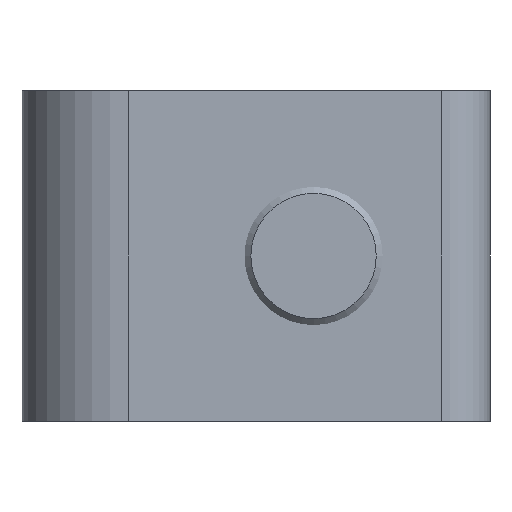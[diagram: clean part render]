
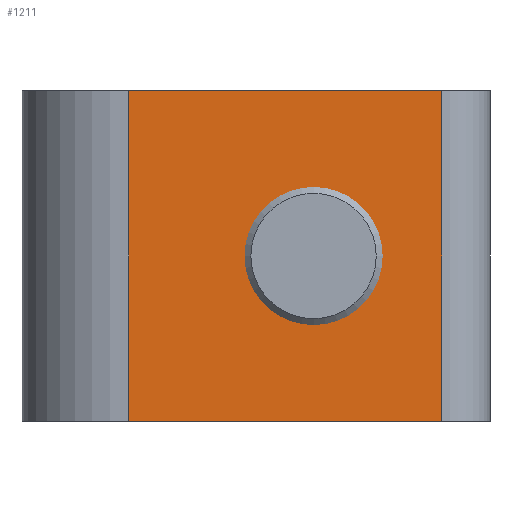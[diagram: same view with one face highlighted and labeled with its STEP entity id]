
A CAD part, front view. The second image highlights one B-rep face of the part: STEP entity #1211.
In plain terms, the highlighted face is planar.
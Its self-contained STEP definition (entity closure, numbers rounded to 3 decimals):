
#70=FACE_BOUND('',#245,.T.);
#103=PLANE('',#1441);
#170=FACE_OUTER_BOUND('',#244,.T.);
#244=EDGE_LOOP('',(#1099,#1100,#1101,#1102));
#245=EDGE_LOOP('',(#1103,#1104));
#315=LINE('',#2130,#408);
#333=LINE('',#2181,#426);
#335=LINE('',#2187,#428);
#339=LINE('',#2199,#432);
#408=VECTOR('',#1733,10.);
#426=VECTOR('',#1789,10.);
#428=VECTOR('',#1795,10.);
#432=VECTOR('',#1811,10.);
#496=CIRCLE('',#1438,3.324);
#497=CIRCLE('',#1439,3.324);
#591=VERTEX_POINT('',#2127);
#592=VERTEX_POINT('',#2129);
#606=VERTEX_POINT('',#2179);
#607=VERTEX_POINT('',#2183);
#609=VERTEX_POINT('',#2191);
#610=VERTEX_POINT('',#2192);
#745=EDGE_CURVE('',#592,#591,#315,.T.);
#771=EDGE_CURVE('',#606,#591,#333,.T.);
#774=EDGE_CURVE('',#592,#607,#335,.T.);
#776=EDGE_CURVE('',#609,#610,#496,.T.);
#777=EDGE_CURVE('',#610,#609,#497,.T.);
#780=EDGE_CURVE('',#607,#606,#339,.T.);
#1099=ORIENTED_EDGE('',*,*,#771,.F.);
#1100=ORIENTED_EDGE('',*,*,#780,.F.);
#1101=ORIENTED_EDGE('',*,*,#774,.F.);
#1102=ORIENTED_EDGE('',*,*,#745,.T.);
#1103=ORIENTED_EDGE('',*,*,#776,.T.);
#1104=ORIENTED_EDGE('',*,*,#777,.T.);
#1211=ADVANCED_FACE('',(#170,#70),#103,.T.);
#1438=AXIS2_PLACEMENT_3D('',#2193,#1801,#1802);
#1439=AXIS2_PLACEMENT_3D('',#2194,#1803,#1804);
#1441=AXIS2_PLACEMENT_3D('',#2198,#1809,#1810);
#1733=DIRECTION('',(-1.,0.,0.));
#1789=DIRECTION('',(0.,0.,-1.));
#1795=DIRECTION('',(0.,0.,1.));
#1801=DIRECTION('center_axis',(0.,-1.,0.));
#1802=DIRECTION('ref_axis',(1.,0.,0.));
#1803=DIRECTION('center_axis',(0.,-1.,0.));
#1804=DIRECTION('ref_axis',(1.,0.,0.));
#1809=DIRECTION('center_axis',(0.,1.,0.));
#1810=DIRECTION('ref_axis',(-1.,0.,0.));
#1811=DIRECTION('',(-1.,0.,0.));
#2127=CARTESIAN_POINT('',(-18.64,23.54,0.));
#2129=CARTESIAN_POINT('',(-2.5,23.54,0.));
#2130=CARTESIAN_POINT('',(0.,23.54,0.));
#2179=CARTESIAN_POINT('',(-18.64,23.54,17.06));
#2181=CARTESIAN_POINT('',(-18.64,23.54,0.));
#2183=CARTESIAN_POINT('',(-2.5,23.54,17.06));
#2187=CARTESIAN_POINT('',(-2.5,23.54,0.));
#2191=CARTESIAN_POINT('',(-5.777,23.54,8.53));
#2192=CARTESIAN_POINT('',(-12.424,23.54,8.53));
#2193=CARTESIAN_POINT('Origin',(-9.1,23.54,8.53));
#2194=CARTESIAN_POINT('Origin',(-9.1,23.54,8.53));
#2198=CARTESIAN_POINT('Origin',(0.,23.54,0.));
#2199=CARTESIAN_POINT('',(0.,23.54,17.06));
